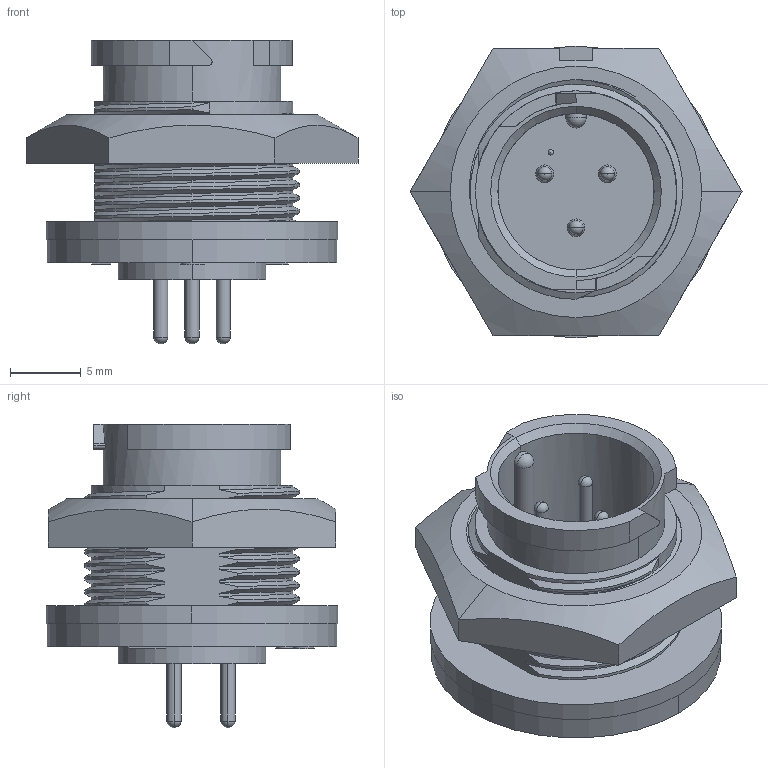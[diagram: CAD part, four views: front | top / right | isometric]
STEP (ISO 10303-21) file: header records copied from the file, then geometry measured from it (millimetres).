
FILE_DESCRIPTION (( 'STEP AP203' ), '1' );
FILE_NAME ('W7281-3PG-P-300.STEP', '2021-10-28T20:41:52', ( '' ), ( '' ), 'SwSTEP 2.0', 'SolidWorks 2020', '' );
FILE_SCHEMA (( 'CONFIG_CONTROL_DESIGN' ));
Length unit declared in the file: millimetre
Products named in the file (1): W7281-3PG-P-300
Bounding box: 23.46 x 20.62 x 21.46 mm (x, y, z)
Volume: 2816.1 mm3; surface area: 2899.5 mm2
Topology: 2 solids, 2 shells, 227 faces, 594 edges, 388 vertices
Faces by surface type: cylinder 84, plane 68, bspline 51, torus 12, cone 10, sphere 2
Entity records: 14278 total; most frequent: CARTESIAN_POINT 9209, ORIENTED_EDGE 1180, DIRECTION 851, EDGE_CURVE 590, VERTEX_POINT 386, AXIS2_PLACEMENT_3D 296, VECTOR 259, LINE 259
